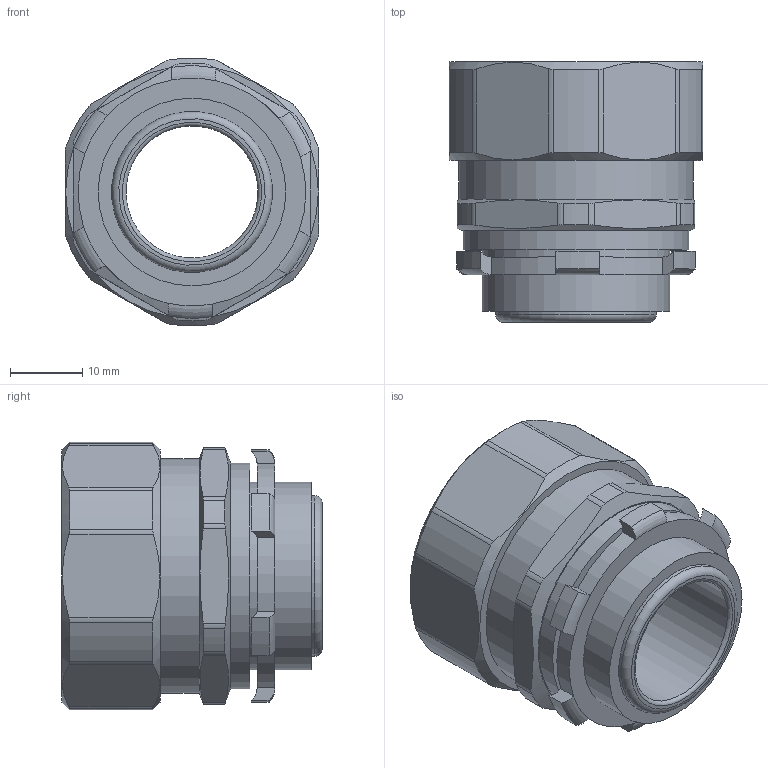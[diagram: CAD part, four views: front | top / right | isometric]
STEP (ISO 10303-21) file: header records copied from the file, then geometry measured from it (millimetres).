
FILE_DESCRIPTION(/* description */ (''),/* implementation_level */ '2;1');
FILE_NAME(/* name */ '',/* time_stamp */ '2025-06-23T14:49:59+07:00',/* author */ ('zeta-82'),/* organization */ (''),/* preprocessor_version */ 'ST-DEVELOPER v19.2',/* originating_system */ 'Autodesk Inventor 2024',/* authorisation */ '');
FILE_SCHEMA (('AUTOMOTIVE_DESIGN { 1 0 10303 214 3 1 1 }'));
Length unit declared in the file: millimetre
Products named in the file (1): АТК-20
Bounding box: 35.1 x 36.05 x 37.09 mm (x, y, z)
Volume: 14348.4 mm3; surface area: 8537.9 mm2
Topology: 1 solids, 1 shells, 109 faces, 273 edges, 174 vertices
Faces by surface type: cylinder 56, plane 34, torus 14, cone 5
Full cylindrical faces by diameter (mm): 18.3 x1, 22.3 x1, 26 x2, 27.3 x1, 27.45 x1, 31.2 x1, 32.5 x1
Entity records: 3624 total; most frequent: CARTESIAN_POINT 969, ORIENTED_EDGE 546, DIRECTION 485, EDGE_CURVE 273, AXIS2_PLACEMENT_3D 200, VERTEX_POINT 174, EDGE_LOOP 119, FACE_OUTER_BOUND 109
